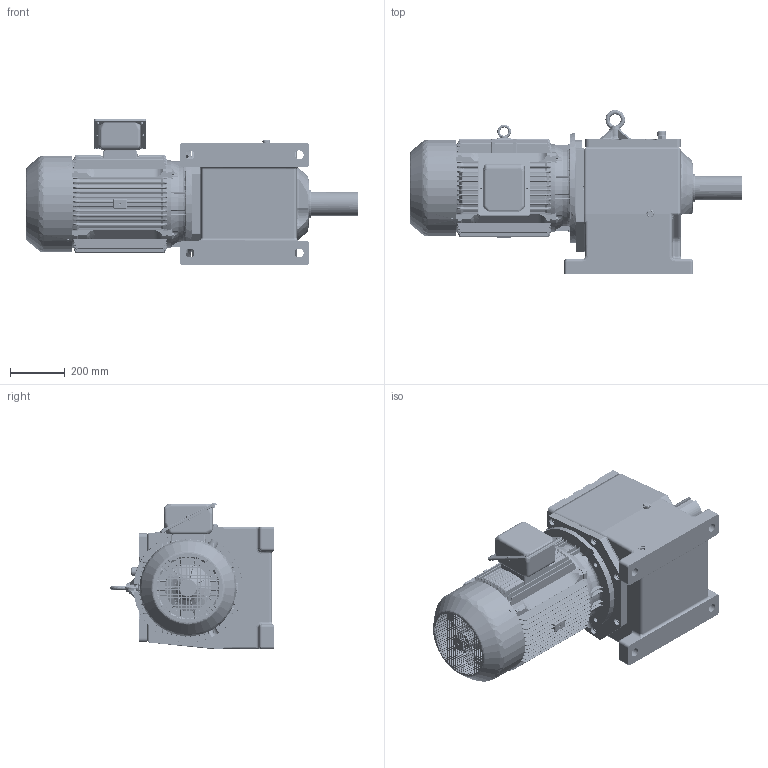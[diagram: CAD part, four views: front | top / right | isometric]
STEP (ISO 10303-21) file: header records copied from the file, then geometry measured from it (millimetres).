
FILE_DESCRIPTION (( 'STEP AP214' ), '1' );
FILE_NAME ('sdgsd34g.stp', '2022-07-08T00:12:42', ( 'Windows 餌辨濠' ), ( '' ), 'SwSTEP 2.0', 'SolidWorks 2021', '' );
FILE_SCHEMA (( 'AUTOMOTIVE_DESIGN' ));
Length unit declared in the file: millimetre
Products named in the file (1): sdgsd34g
Bounding box: 1217.5 x 601 x 537.14 mm (x, y, z)
Volume: 127707617.2 mm3; surface area: 4544346.2 mm2
Topology: 9 solids, 53 shells, 9694 faces, 25987 edges, 16373 vertices
Faces by surface type: cylinder 3986, plane 3357, bspline 2045, cone 306
Full cylindrical faces by diameter (mm): 2.6 x4, 3 x1, 4.917 x4, 6 x16, 7 x6, 8 x6, 8.376 x8, 9 x1, 9.4 x1, 10 x8, 10.106 x5, 11 x12, 12 x4, 13.033 x1, 13.835 x19, 16 x1, 18 x15, 19 x4, 20.376 x7, 20.752 x1, 22 x1, 25 x1, 26 x7, 27 x1, 28 x1, 31.4 x1, 32 x10, 32.4 x1, 33 x4, 33.4 x1
Entity records: 508400 total; most frequent: CARTESIAN_POINT 279471, ORIENTED_EDGE 51156, DIRECTION 43239, EDGE_CURVE 25578, VERTEX_POINT 16292, AXIS2_PLACEMENT_3D 15535, LINE 12169, VECTOR 12169
